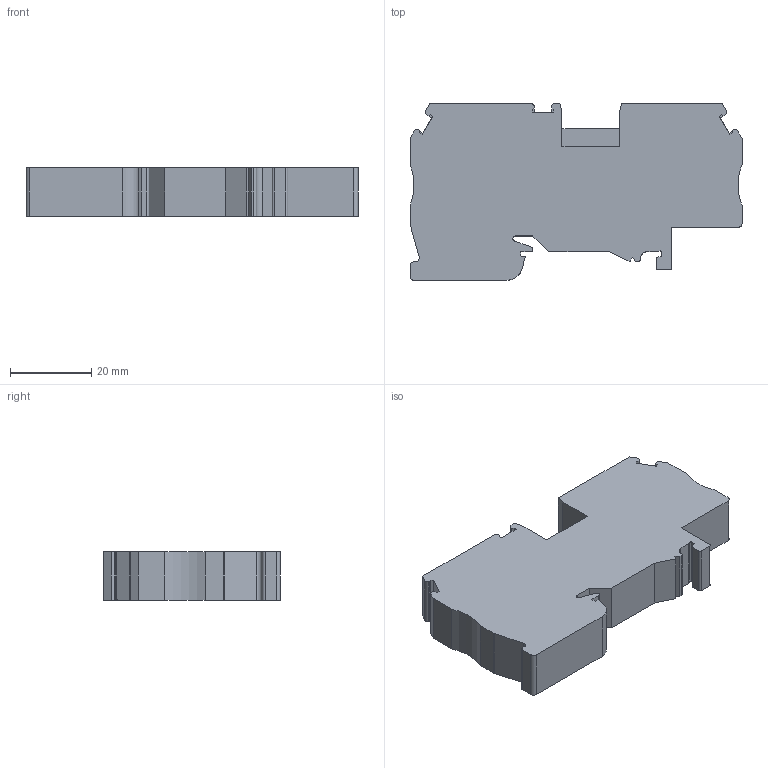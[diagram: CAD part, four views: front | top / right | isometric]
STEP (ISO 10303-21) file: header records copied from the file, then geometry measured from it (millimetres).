
FILE_DESCRIPTION(/* description */ ('Unknown'),/* implementation_level */ '2;1');
FILE_NAME(/* name */ 'DST16_GY_3D',/* time_stamp */ '2019-10-05T17:30:03+05:00',/* author */ ('Unknown'),/* organization */ ('Unknown'),/* preprocessor_version */ 'ST-DEVELOPER v16.7',/* originating_system */ 'DEX',/* authorisation */ $);
FILE_SCHEMA (('AUTOMOTIVE_DESIGN {1 0 10303 214 3 1 1}'));
Length unit declared in the file: millimetre
Products named in the file (1): DST16
Bounding box: 81.79 x 43.5 x 12 mm (x, y, z)
Volume: 30714.9 mm3; surface area: 10900.6 mm2
Topology: 1 solids, 1 shells, 125 faces, 354 edges, 236 vertices
Faces by surface type: plane 100, cylinder 25
Full cylindrical faces by diameter (mm): 9.5 x2
Entity records: 4040 total; most frequent: CARTESIAN_POINT 714, ORIENTED_EDGE 704, DIRECTION 656, EDGE_CURVE 352, LINE 300, VECTOR 300, VERTEX_POINT 236, AXIS2_PLACEMENT_3D 178
